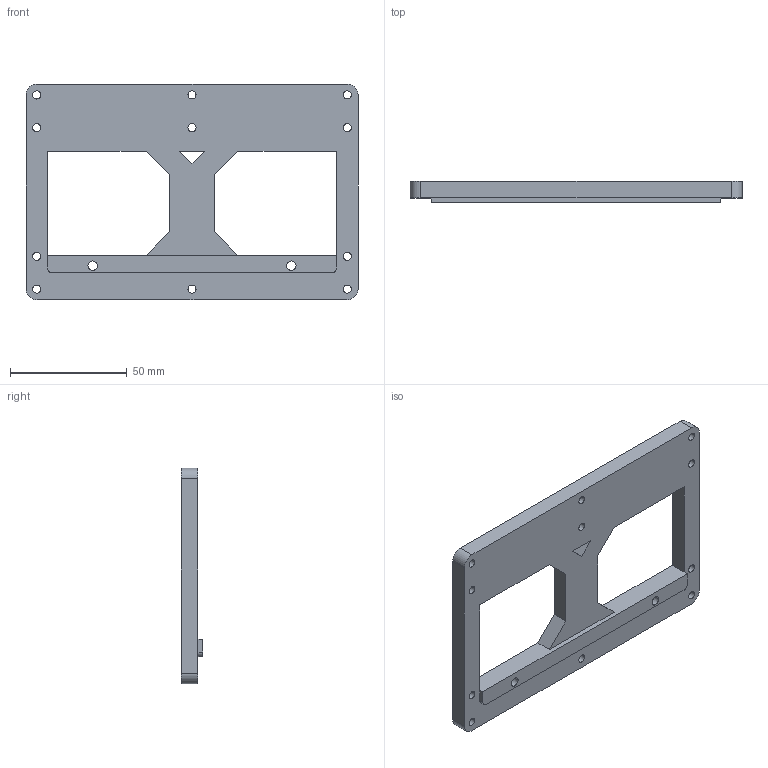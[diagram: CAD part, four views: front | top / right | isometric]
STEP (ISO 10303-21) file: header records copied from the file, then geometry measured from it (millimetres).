
FILE_DESCRIPTION (( 'STEP AP214' ), '1' );
FILE_NAME ('2connection(4cx1-holder).STEP', '2024-10-20T09:48:38', ( '' ), ( '' ), 'SwSTEP 2.0', 'SolidWorks 2022', '' );
FILE_SCHEMA (( 'AUTOMOTIVE_DESIGN' ));
Length unit declared in the file: millimetre
Products named in the file (1): 2connection(4cx1-holder)
Bounding box: 141.97 x 9 x 92.17 mm (x, y, z)
Volume: 60691.7 mm3; surface area: 24529.8 mm2
Topology: 1 solids, 1 shells, 64 faces, 181 edges, 120 vertices
Faces by surface type: cylinder 37, plane 27
Entity records: 2201 total; most frequent: DIRECTION 385, CARTESIAN_POINT 366, ORIENTED_EDGE 362, EDGE_CURVE 181, AXIS2_PLACEMENT_3D 139, VERTEX_POINT 120, VECTOR 107, LINE 107
